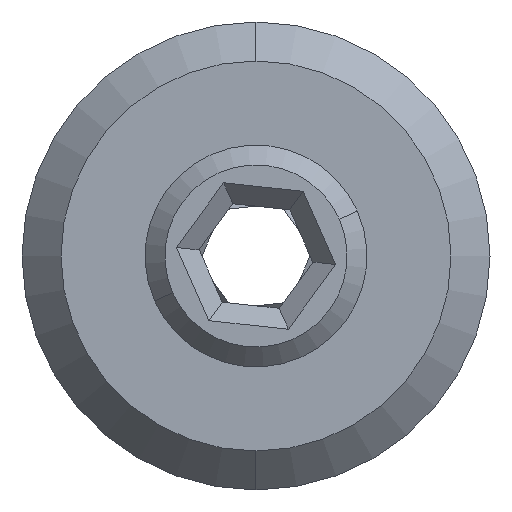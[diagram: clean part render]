
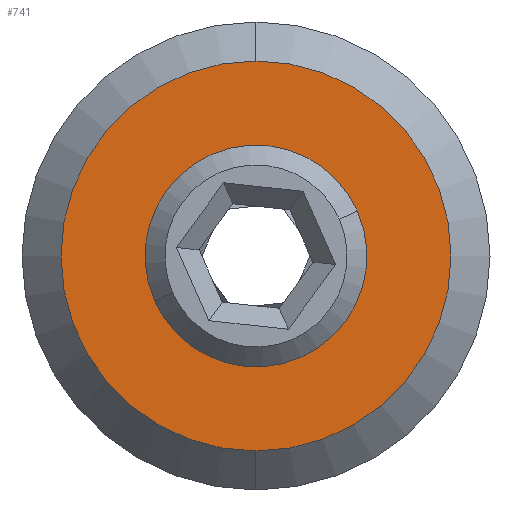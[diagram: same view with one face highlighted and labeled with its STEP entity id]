
A CAD part, left-side view. The second image highlights one B-rep face of the part: STEP entity #741.
In plain terms, the highlighted planar face has unit normal (-1, 0, 0).
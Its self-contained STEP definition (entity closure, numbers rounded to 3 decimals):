
#79 = EDGE_CURVE ( 'NONE', #1724, #1525, #405, .T. ) ;
#135 = EDGE_CURVE ( 'NONE', #1525, #1724, #955, .T. ) ;
#140 = AXIS2_PLACEMENT_3D ( 'NONE', #1154, #1588, #882 ) ;
#161 = VERTEX_POINT ( 'NONE', #1283 ) ;
#227 = AXIS2_PLACEMENT_3D ( 'NONE', #1821, #843, #1684 ) ;
#405 = CIRCLE ( 'NONE', #1823, 1.38 ) ;
#473 = CIRCLE ( 'NONE', #587, 2.5 ) ;
#478 = FACE_BOUND ( 'NONE', #950, .T. ) ;
#493 = AXIS2_PLACEMENT_3D ( 'NONE', #1792, #858, #1816 ) ;
#517 = CARTESIAN_POINT ( 'NONE',  ( -75.73, 1.665, 14.08 ) ) ;
#530 = ORIENTED_EDGE ( 'NONE', *, *, #1468, .T. ) ;
#587 = AXIS2_PLACEMENT_3D ( 'NONE', #1783, #637, #820 ) ;
#637 = DIRECTION ( 'NONE',  ( -1., 0., 0. ) ) ;
#694 = CARTESIAN_POINT ( 'NONE',  ( -75.73, 1.665, 11.32 ) ) ;
#704 = PLANE ( 'NONE',  #227 ) ;
#741 = ADVANCED_FACE ( 'NONE', ( #478, #823 ), #704, .F. ) ;
#820 = DIRECTION ( 'NONE',  ( 0., 0., -1. ) ) ;
#822 = VERTEX_POINT ( 'NONE', #1015 ) ;
#823 = FACE_OUTER_BOUND ( 'NONE', #1646, .T. ) ;
#843 = DIRECTION ( 'NONE',  ( 1., 0., 0. ) ) ;
#848 = ORIENTED_EDGE ( 'NONE', *, *, #135, .T. ) ;
#858 = DIRECTION ( 'NONE',  ( -1., 0., 0. ) ) ;
#882 = DIRECTION ( 'NONE',  ( 0., 0., -1. ) ) ;
#950 = EDGE_LOOP ( 'NONE', ( #1075, #848 ) ) ;
#955 = CIRCLE ( 'NONE', #140, 1.38 ) ;
#986 = EDGE_CURVE ( 'NONE', #161, #822, #1029, .T. ) ;
#1015 = CARTESIAN_POINT ( 'NONE',  ( -75.73, 1.665, 15.2 ) ) ;
#1026 = ORIENTED_EDGE ( 'NONE', *, *, #986, .T. ) ;
#1029 = CIRCLE ( 'NONE', #493, 2.5 ) ;
#1075 = ORIENTED_EDGE ( 'NONE', *, *, #79, .T. ) ;
#1148 = DIRECTION ( 'NONE',  ( 0., 0., -1. ) ) ;
#1154 = CARTESIAN_POINT ( 'NONE',  ( -75.73, 1.665, 12.7 ) ) ;
#1283 = CARTESIAN_POINT ( 'NONE',  ( -75.73, 1.665, 10.2 ) ) ;
#1464 = DIRECTION ( 'NONE',  ( 1., 0., 0. ) ) ;
#1468 = EDGE_CURVE ( 'NONE', #822, #161, #473, .T. ) ;
#1525 = VERTEX_POINT ( 'NONE', #517 ) ;
#1588 = DIRECTION ( 'NONE',  ( 1., 0., 0. ) ) ;
#1605 = CARTESIAN_POINT ( 'NONE',  ( -75.73, 1.665, 12.7 ) ) ;
#1646 = EDGE_LOOP ( 'NONE', ( #1026, #530 ) ) ;
#1684 = DIRECTION ( 'NONE',  ( 0., 0., -1. ) ) ;
#1724 = VERTEX_POINT ( 'NONE', #694 ) ;
#1783 = CARTESIAN_POINT ( 'NONE',  ( -75.73, 1.665, 12.7 ) ) ;
#1792 = CARTESIAN_POINT ( 'NONE',  ( -75.73, 1.665, 12.7 ) ) ;
#1816 = DIRECTION ( 'NONE',  ( 0., 0., -1. ) ) ;
#1821 = CARTESIAN_POINT ( 'NONE',  ( -75.73, 1.665, 12.7 ) ) ;
#1823 = AXIS2_PLACEMENT_3D ( 'NONE', #1605, #1464, #1148 ) ;
